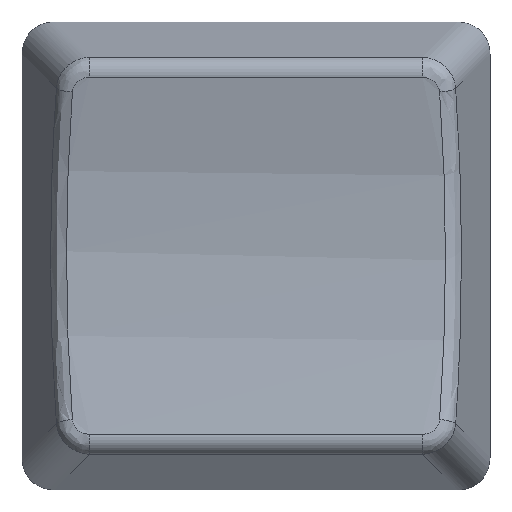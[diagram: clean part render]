
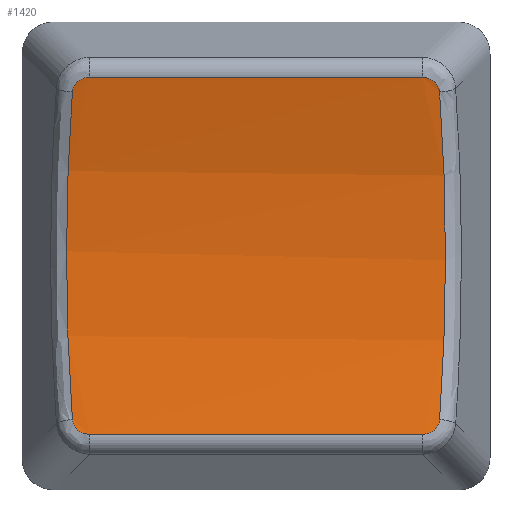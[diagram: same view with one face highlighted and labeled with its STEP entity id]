
A CAD part, top view. The second image highlights one B-rep face of the part: STEP entity #1420.
In plain terms, the highlighted free-form (B-spline) face has degree [3, 1] with [6, 2] control points.
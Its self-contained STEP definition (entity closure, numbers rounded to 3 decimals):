
#1287=CARTESIAN_POINT('',(-7.085,-166.171,2.347));
#1288=CARTESIAN_POINT('',(7.085,-166.171,2.347));
#1289=CARTESIAN_POINT('',(-7.085,-163.948,1.782));
#1290=CARTESIAN_POINT('',(7.085,-163.948,1.782));
#1291=CARTESIAN_POINT('',(-7.085,-161.724,1.5));
#1292=CARTESIAN_POINT('',(7.085,-161.724,1.5));
#1293=CARTESIAN_POINT('',(-7.085,-157.276,1.5));
#1294=CARTESIAN_POINT('',(7.085,-157.276,1.5));
#1295=CARTESIAN_POINT('',(-7.085,-155.052,1.782));
#1296=CARTESIAN_POINT('',(7.085,-155.052,1.782));
#1297=CARTESIAN_POINT('',(-7.085,-152.829,2.347));
#1298=CARTESIAN_POINT('',(7.085,-152.829,2.347));
#1299=B_SPLINE_SURFACE_WITH_KNOTS('',3,1,((#1287,#1288),(#1289,#1290),(#1291,#1292),(#1293,#1294),(#1295,#1296),(#1297,#1298)),.UNSPECIFIED.,.F.,.F.,.U.,(4,2,4),(2,2),(0.04,0.5,0.96),(0.303,0.697),.UNSPECIFIED.);
#1300=CARTESIAN_POINT('',(6.227,-166.171,2.347));
#1301=VERTEX_POINT('',#1300);
#1302=CARTESIAN_POINT('',(6.866,-165.625,2.214));
#1303=VERTEX_POINT('',#1302);
#1304=CARTESIAN_POINT('',(6.227,-166.171,2.347));
#1305=CARTESIAN_POINT('',(6.306,-166.171,2.347));
#1306=CARTESIAN_POINT('',(6.385,-166.158,2.343));
#1307=CARTESIAN_POINT('',(6.459,-166.132,2.337));
#1308=CARTESIAN_POINT('',(6.532,-166.106,2.33));
#1309=CARTESIAN_POINT('',(6.602,-166.067,2.321));
#1310=CARTESIAN_POINT('',(6.661,-166.018,2.308));
#1311=CARTESIAN_POINT('',(6.72,-165.969,2.296));
#1312=CARTESIAN_POINT('',(6.769,-165.908,2.281));
#1313=CARTESIAN_POINT('',(6.804,-165.841,2.265));
#1314=CARTESIAN_POINT('',(6.839,-165.774,2.249));
#1315=CARTESIAN_POINT('',(6.861,-165.701,2.231));
#1316=CARTESIAN_POINT('',(6.866,-165.625,2.214));
#1317=B_SPLINE_CURVE_WITH_KNOTS('',3,(#1304,#1305,#1306,#1307,#1308,#1309,#1310,#1311,#1312,#1313,#1314,#1315,#1316),.UNSPECIFIED.,.F.,.F.,(4,3,3,3,4),(-0.,0.,0.,0.001,0.001),.UNSPECIFIED.);
#1318=EDGE_CURVE('',#1301,#1303,#1317,.T.);
#1319=ORIENTED_EDGE('',*,*,#1318,.T.);
#1320=CARTESIAN_POINT('',(6.866,-153.375,2.214));
#1321=VERTEX_POINT('',#1320);
#1322=CARTESIAN_POINT('',(6.866,-165.625,2.214));
#1323=CARTESIAN_POINT('',(6.938,-164.621,1.98));
#1324=CARTESIAN_POINT('',(6.993,-163.608,1.801));
#1325=CARTESIAN_POINT('',(7.029,-162.587,1.681));
#1326=CARTESIAN_POINT('',(7.066,-161.565,1.561));
#1327=CARTESIAN_POINT('',(7.085,-160.532,1.5));
#1328=CARTESIAN_POINT('',(7.085,-159.502,1.5));
#1329=CARTESIAN_POINT('',(7.085,-158.987,1.5));
#1330=CARTESIAN_POINT('',(7.08,-158.473,1.515));
#1331=CARTESIAN_POINT('',(7.071,-157.958,1.545));
#1332=CARTESIAN_POINT('',(7.062,-157.444,1.575));
#1333=CARTESIAN_POINT('',(7.048,-156.929,1.621));
#1334=CARTESIAN_POINT('',(7.029,-156.417,1.681));
#1335=CARTESIAN_POINT('',(6.993,-155.393,1.801));
#1336=CARTESIAN_POINT('',(6.938,-154.38,1.98));
#1337=CARTESIAN_POINT('',(6.866,-153.375,2.214));
#1338=B_SPLINE_CURVE_WITH_KNOTS('',3,(#1322,#1323,#1324,#1325,#1326,#1327,#1328,#1329,#1330,#1331,#1332,#1333,#1334,#1335,#1336,#1337),.UNSPECIFIED.,.F.,.F.,(4,3,3,3,3,4),(-0.,0.003,0.006,0.008,0.009,0.013),.UNSPECIFIED.);
#1339=EDGE_CURVE('',#1303,#1321,#1338,.T.);
#1340=ORIENTED_EDGE('',*,*,#1339,.T.);
#1341=CARTESIAN_POINT('',(6.227,-152.829,2.347));
#1342=VERTEX_POINT('',#1341);
#1343=CARTESIAN_POINT('',(6.866,-153.375,2.214));
#1344=CARTESIAN_POINT('',(6.855,-153.223,2.249));
#1345=CARTESIAN_POINT('',(6.779,-153.081,2.284));
#1346=CARTESIAN_POINT('',(6.66,-152.982,2.308));
#1347=CARTESIAN_POINT('',(6.541,-152.882,2.333));
#1348=CARTESIAN_POINT('',(6.386,-152.829,2.347));
#1349=CARTESIAN_POINT('',(6.227,-152.829,2.347));
#1350=B_SPLINE_CURVE_WITH_KNOTS('',3,(#1343,#1344,#1345,#1346,#1347,#1348,#1349),.UNSPECIFIED.,.F.,.F.,(4,3,4),(-0.,0.,0.001),.UNSPECIFIED.);
#1351=EDGE_CURVE('',#1321,#1342,#1350,.T.);
#1352=ORIENTED_EDGE('',*,*,#1351,.T.);
#1353=CARTESIAN_POINT('',(-6.227,-152.829,2.347));
#1354=VERTEX_POINT('',#1353);
#1355=CARTESIAN_POINT('',(6.227,-152.829,2.347));
#1356=DIRECTION('',(-1.,-0.,0.));
#1357=VECTOR('',#1356,12.453);
#1358=LINE('',#1355,#1357);
#1359=EDGE_CURVE('',#1342,#1354,#1358,.T.);
#1360=ORIENTED_EDGE('',*,*,#1359,.T.);
#1361=CARTESIAN_POINT('',(-6.866,-153.375,2.214));
#1362=VERTEX_POINT('',#1361);
#1363=CARTESIAN_POINT('',(-6.227,-152.829,2.347));
#1364=CARTESIAN_POINT('',(-6.306,-152.829,2.347));
#1365=CARTESIAN_POINT('',(-6.385,-152.842,2.343));
#1366=CARTESIAN_POINT('',(-6.459,-152.868,2.337));
#1367=CARTESIAN_POINT('',(-6.532,-152.894,2.33));
#1368=CARTESIAN_POINT('',(-6.602,-152.933,2.321));
#1369=CARTESIAN_POINT('',(-6.661,-152.982,2.308));
#1370=CARTESIAN_POINT('',(-6.72,-153.031,2.296));
#1371=CARTESIAN_POINT('',(-6.769,-153.092,2.281));
#1372=CARTESIAN_POINT('',(-6.804,-153.159,2.265));
#1373=CARTESIAN_POINT('',(-6.839,-153.226,2.249));
#1374=CARTESIAN_POINT('',(-6.861,-153.299,2.231));
#1375=CARTESIAN_POINT('',(-6.866,-153.375,2.214));
#1376=B_SPLINE_CURVE_WITH_KNOTS('',3,(#1363,#1364,#1365,#1366,#1367,#1368,#1369,#1370,#1371,#1372,#1373,#1374,#1375),.UNSPECIFIED.,.F.,.F.,(4,3,3,3,4),(0.,0.,0.,0.001,0.001),.UNSPECIFIED.);
#1377=EDGE_CURVE('',#1354,#1362,#1376,.T.);
#1378=ORIENTED_EDGE('',*,*,#1377,.T.);
#1379=CARTESIAN_POINT('',(-6.866,-165.625,2.214));
#1380=VERTEX_POINT('',#1379);
#1381=CARTESIAN_POINT('',(-6.866,-153.375,2.214));
#1382=CARTESIAN_POINT('',(-6.938,-154.379,1.98));
#1383=CARTESIAN_POINT('',(-6.993,-155.392,1.801));
#1384=CARTESIAN_POINT('',(-7.029,-156.413,1.681));
#1385=CARTESIAN_POINT('',(-7.066,-157.435,1.561));
#1386=CARTESIAN_POINT('',(-7.085,-158.468,1.5));
#1387=CARTESIAN_POINT('',(-7.085,-159.498,1.5));
#1388=CARTESIAN_POINT('',(-7.085,-160.013,1.5));
#1389=CARTESIAN_POINT('',(-7.08,-160.527,1.515));
#1390=CARTESIAN_POINT('',(-7.071,-161.042,1.545));
#1391=CARTESIAN_POINT('',(-7.062,-161.556,1.575));
#1392=CARTESIAN_POINT('',(-7.048,-162.071,1.621));
#1393=CARTESIAN_POINT('',(-7.029,-162.583,1.681));
#1394=CARTESIAN_POINT('',(-6.993,-163.607,1.801));
#1395=CARTESIAN_POINT('',(-6.938,-164.62,1.98));
#1396=CARTESIAN_POINT('',(-6.866,-165.625,2.214));
#1397=B_SPLINE_CURVE_WITH_KNOTS('',3,(#1381,#1382,#1383,#1384,#1385,#1386,#1387,#1388,#1389,#1390,#1391,#1392,#1393,#1394,#1395,#1396),.UNSPECIFIED.,.F.,.F.,(4,3,3,3,3,4),(-0.,0.003,0.006,0.008,0.009,0.013),.UNSPECIFIED.);
#1398=EDGE_CURVE('',#1362,#1380,#1397,.T.);
#1399=ORIENTED_EDGE('',*,*,#1398,.T.);
#1400=CARTESIAN_POINT('',(-6.227,-166.171,2.347));
#1401=VERTEX_POINT('',#1400);
#1402=CARTESIAN_POINT('',(-6.866,-165.625,2.214));
#1403=CARTESIAN_POINT('',(-6.855,-165.777,2.249));
#1404=CARTESIAN_POINT('',(-6.779,-165.919,2.284));
#1405=CARTESIAN_POINT('',(-6.66,-166.018,2.308));
#1406=CARTESIAN_POINT('',(-6.541,-166.118,2.333));
#1407=CARTESIAN_POINT('',(-6.386,-166.171,2.347));
#1408=CARTESIAN_POINT('',(-6.227,-166.171,2.347));
#1409=B_SPLINE_CURVE_WITH_KNOTS('',3,(#1402,#1403,#1404,#1405,#1406,#1407,#1408),.UNSPECIFIED.,.F.,.F.,(4,3,4),(-0.,0.,0.001),.UNSPECIFIED.);
#1410=EDGE_CURVE('',#1380,#1401,#1409,.T.);
#1411=ORIENTED_EDGE('',*,*,#1410,.T.);
#1412=CARTESIAN_POINT('',(-6.227,-166.171,2.347));
#1413=DIRECTION('',(1.,0.,-0.));
#1414=VECTOR('',#1413,12.453);
#1415=LINE('',#1412,#1414);
#1416=EDGE_CURVE('',#1401,#1301,#1415,.T.);
#1417=ORIENTED_EDGE('',*,*,#1416,.T.);
#1418=EDGE_LOOP('',(#1319,#1340,#1352,#1360,#1378,#1399,#1411,#1417));
#1419=FACE_BOUND('',#1418,.T.);
#1420=ADVANCED_FACE('',(#1419),#1299,.F.);
